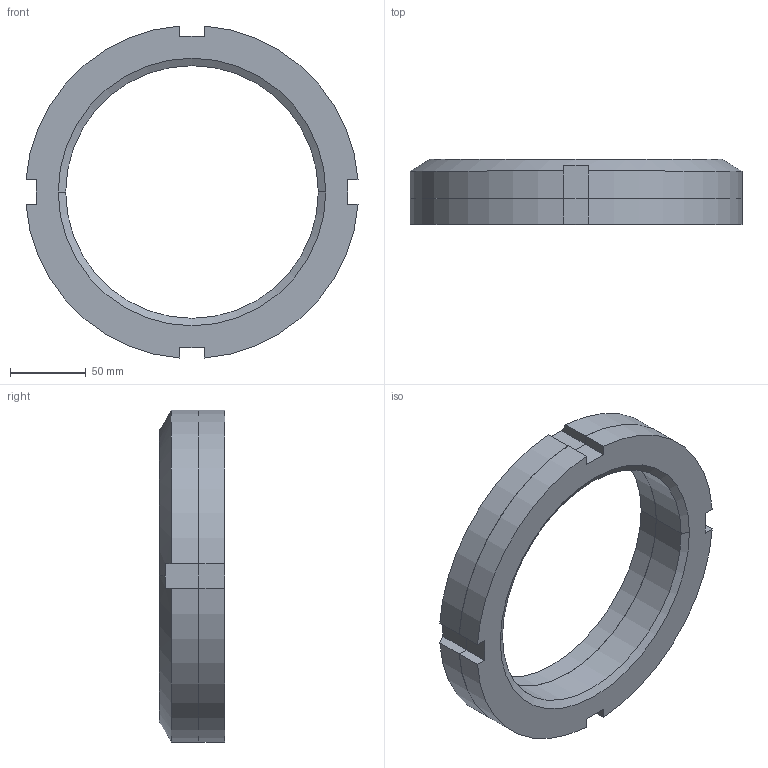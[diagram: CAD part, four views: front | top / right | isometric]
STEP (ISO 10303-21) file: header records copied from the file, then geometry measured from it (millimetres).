
FILE_DESCRIPTION((''),'2;1');
FILE_NAME('1RSTD1704____0','2019-10-29T15:28:25',('kim.bk'),(''),'CREO PARAMETRIC BY PTC INC, 2019010','CREO PARAMETRIC BY PTC INC, 2019010','');
FILE_SCHEMA(('CONFIG_CONTROL_DESIGN'));
Length unit declared in the file: millimetre
Products named in the file (1): 1RSTD1704____0
Bounding box: 219.42 x 43 x 219.42 mm (x, y, z)
Volume: 632354.4 mm3; surface area: 118978.6 mm2
Topology: 2 solids, 2 shells, 374 faces, 1046 edges, 696 vertices
Faces by surface type: plane 352, cylinder 12, cone 10
Entity records: 11856 total; most frequent: CARTESIAN_POINT 2160, ORIENTED_EDGE 2092, DIRECTION 1818, EDGE_CURVE 1046, VECTOR 994, LINE 994, VERTEX_POINT 696, AXIS2_PLACEMENT_3D 412
